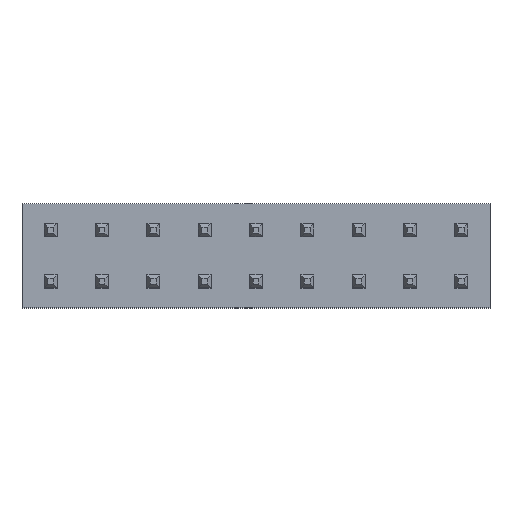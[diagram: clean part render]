
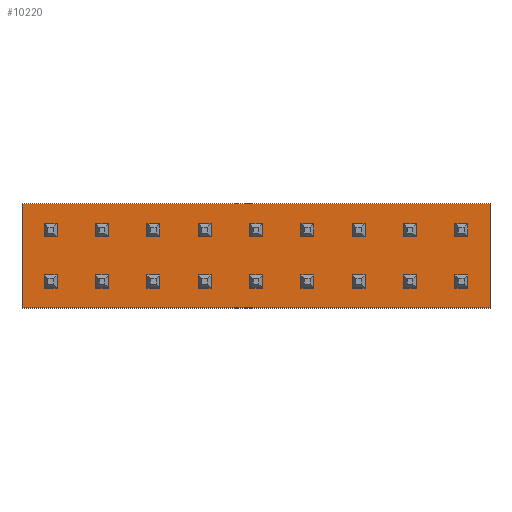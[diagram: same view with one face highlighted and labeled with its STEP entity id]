
A CAD part, top view. The second image highlights one B-rep face of the part: STEP entity #10220.
In plain terms, the highlighted planar face has unit normal (0, 0, 1).
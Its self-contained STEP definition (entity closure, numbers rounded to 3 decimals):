
#10095 = CARTESIAN_POINT ( 'NONE',  ( 21.74, 3.845, 2.54 ) ) ;
#10096 = VERTEX_POINT ( 'NONE', #10095 ) ;
#10103 = CARTESIAN_POINT ( 'NONE',  ( 21.74, -1.305, 2.54 ) ) ;
#10104 = VERTEX_POINT ( 'NONE', #10103 ) ;
#10105 = CARTESIAN_POINT ( 'NONE',  ( 21.74, -1.305, 2.54 ) ) ;
#10106 = DIRECTION ( 'NONE',  ( 0., 1., 0. ) ) ;
#10107 = VECTOR ( 'NONE', #10106, 1000. ) ;
#10108 = LINE ( 'NONE', #10105, #10107 ) ;
#10109 = EDGE_CURVE ( 'NONE', #10104, #10096, #10108, .T. ) ;
#10133 = CARTESIAN_POINT ( 'NONE',  ( -1.42, 3.845, 2.54 ) ) ;
#10134 = VERTEX_POINT ( 'NONE', #10133 ) ;
#10141 = CARTESIAN_POINT ( 'NONE',  ( -1.42, 3.845, 2.54 ) ) ;
#10142 = DIRECTION ( 'NONE',  ( -1., 0., 0. ) ) ;
#10143 = VECTOR ( 'NONE', #10142, 1000. ) ;
#10144 = LINE ( 'NONE', #10141, #10143 ) ;
#10145 = EDGE_CURVE ( 'NONE', #10096, #10134, #10144, .T. ) ;
#10164 = CARTESIAN_POINT ( 'NONE',  ( -1.42, -1.305, 2.54 ) ) ;
#10165 = VERTEX_POINT ( 'NONE', #10164 ) ;
#10172 = CARTESIAN_POINT ( 'NONE',  ( -1.42, -1.305, 2.54 ) ) ;
#10173 = DIRECTION ( 'NONE',  ( 0., -1., 0. ) ) ;
#10174 = VECTOR ( 'NONE', #10173, 1000. ) ;
#10175 = LINE ( 'NONE', #10172, #10174 ) ;
#10176 = EDGE_CURVE ( 'NONE', #10134, #10165, #10175, .T. ) ;
#10194 = CARTESIAN_POINT ( 'NONE',  ( -1.42, -1.305, 2.54 ) ) ;
#10195 = DIRECTION ( 'NONE',  ( 1., 0., 0. ) ) ;
#10196 = VECTOR ( 'NONE', #10195, 1000. ) ;
#10197 = LINE ( 'NONE', #10194, #10196 ) ;
#10198 = EDGE_CURVE ( 'NONE', #10165, #10104, #10197, .T. ) ;
#10209 = ORIENTED_EDGE ( 'NONE', *, *, #10109, .T. ) ;
#10210 = ORIENTED_EDGE ( 'NONE', *, *, #10145, .T. ) ;
#10211 = ORIENTED_EDGE ( 'NONE', *, *, #10176, .T. ) ;
#10212 = ORIENTED_EDGE ( 'NONE', *, *, #10198, .T. ) ;
#10213 = EDGE_LOOP ( 'NONE', ( #10209, #10210, #10211, #10212 ) ) ;
#10214 = FACE_OUTER_BOUND ( 'NONE', #10213, .T. ) ;
#10215 = CARTESIAN_POINT ( 'NONE',  ( 10.16, 1.27, 2.54 ) ) ;
#10216 = DIRECTION ( 'NONE',  ( 0., 0., -1. ) ) ;
#10217 = DIRECTION ( 'NONE',  ( 0., 1., 0. ) ) ;
#10218 = AXIS2_PLACEMENT_3D ( 'NONE', #10215, #10216, #10217 ) ;
#10219 = PLANE ( 'NONE', #10218 ) ;
#10220 = ADVANCED_FACE ( 'NONE', ( #10214 ), #10219, .F. ) ;
